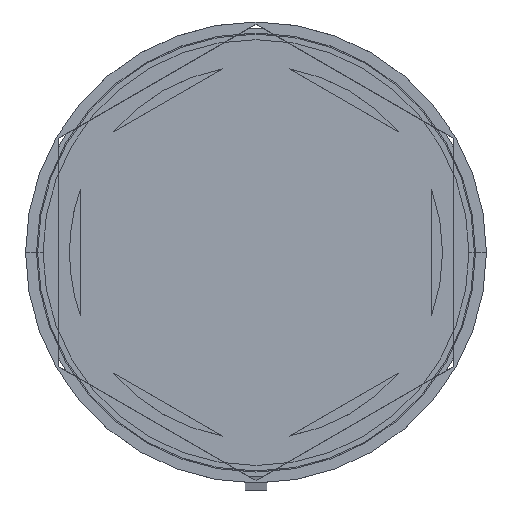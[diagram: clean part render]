
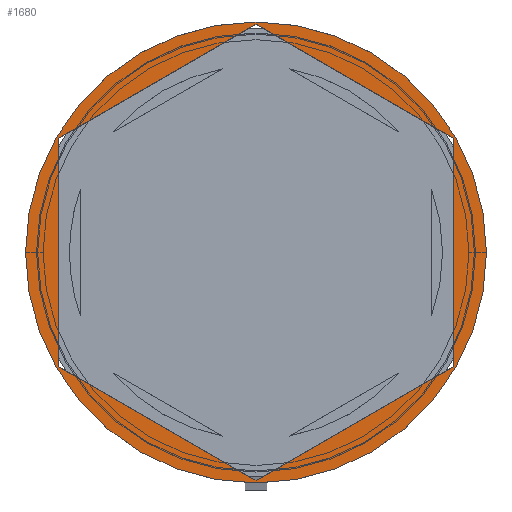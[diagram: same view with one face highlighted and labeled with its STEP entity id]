
A CAD part, top view. The second image highlights one B-rep face of the part: STEP entity #1680.
In plain terms, the highlighted planar face has unit normal (0, 0, 1).
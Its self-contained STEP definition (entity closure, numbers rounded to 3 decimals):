
#62 = DIRECTION ( 'NONE',  ( 1., 0., 0. ) ) ;
#76 = EDGE_LOOP ( 'NONE', ( #1810, #559, #788, #2178, #1846, #1157 ) ) ;
#137 = VERTEX_POINT ( 'NONE', #1466 ) ;
#166 = FACE_OUTER_BOUND ( 'NONE', #1802, .T. ) ;
#194 = EDGE_CURVE ( 'NONE', #1788, #2495, #1814, .T. ) ;
#234 = EDGE_CURVE ( 'NONE', #2495, #1788, #560, .T. ) ;
#262 = CARTESIAN_POINT ( 'NONE',  ( 0., 0., 0. ) ) ;
#269 = EDGE_CURVE ( 'NONE', #1694, #1000, #2135, .T. ) ;
#320 = VERTEX_POINT ( 'NONE', #1950 ) ;
#341 = ORIENTED_EDGE ( 'NONE', *, *, #194, .T. ) ;
#388 = ORIENTED_EDGE ( 'NONE', *, *, #234, .T. ) ;
#397 = CARTESIAN_POINT ( 'NONE',  ( -9., -5.196, 0. ) ) ;
#469 = VECTOR ( 'NONE', #1343, 1000. ) ;
#474 = VECTOR ( 'NONE', #1546, 1000. ) ;
#483 = LINE ( 'NONE', #1272, #1112 ) ;
#519 = FACE_BOUND ( 'NONE', #76, .T. ) ;
#524 = CARTESIAN_POINT ( 'NONE',  ( -9., 5.196, 0. ) ) ;
#536 = AXIS2_PLACEMENT_3D ( 'NONE', #1732, #902, #706 ) ;
#559 = ORIENTED_EDGE ( 'NONE', *, *, #574, .F. ) ;
#560 = CIRCLE ( 'NONE', #1187, 10.5 ) ;
#574 = EDGE_CURVE ( 'NONE', #2064, #1321, #865, .T. ) ;
#635 = CARTESIAN_POINT ( 'NONE',  ( 0., 10.392, 0. ) ) ;
#706 = DIRECTION ( 'NONE',  ( 1., 0., 0. ) ) ;
#732 = DIRECTION ( 'NONE',  ( 0.866, -0.5, 0. ) ) ;
#788 = ORIENTED_EDGE ( 'NONE', *, *, #2351, .F. ) ;
#791 = VECTOR ( 'NONE', #732, 1000. ) ;
#846 = DIRECTION ( 'NONE',  ( -0.866, 0.5, 0. ) ) ;
#865 = LINE ( 'NONE', #1085, #2159 ) ;
#902 = DIRECTION ( 'NONE',  ( 0., 0., 1. ) ) ;
#922 = CARTESIAN_POINT ( 'NONE',  ( 0., -10.392, 0. ) ) ;
#927 = CARTESIAN_POINT ( 'NONE',  ( -9., -5.196, 0. ) ) ;
#934 = CARTESIAN_POINT ( 'NONE',  ( -9., 5.196, 0. ) ) ;
#994 = DIRECTION ( 'NONE',  ( -0.866, -0.5, 0. ) ) ;
#1000 = VERTEX_POINT ( 'NONE', #397 ) ;
#1038 = VECTOR ( 'NONE', #994, 1000. ) ;
#1085 = CARTESIAN_POINT ( 'NONE',  ( 9., -5.196, 0. ) ) ;
#1112 = VECTOR ( 'NONE', #846, 1000. ) ;
#1126 = LINE ( 'NONE', #927, #791 ) ;
#1138 = EDGE_CURVE ( 'NONE', #1321, #320, #483, .T. ) ;
#1157 = ORIENTED_EDGE ( 'NONE', *, *, #1423, .F. ) ;
#1187 = AXIS2_PLACEMENT_3D ( 'NONE', #2571, #2306, #2559 ) ;
#1272 = CARTESIAN_POINT ( 'NONE',  ( 9., 5.196, 0. ) ) ;
#1293 = PLANE ( 'NONE',  #536 ) ;
#1321 = VERTEX_POINT ( 'NONE', #1366 ) ;
#1332 = EDGE_CURVE ( 'NONE', #1000, #137, #1126, .T. ) ;
#1343 = DIRECTION ( 'NONE',  ( 0.866, 0.5, 0. ) ) ;
#1366 = CARTESIAN_POINT ( 'NONE',  ( 9., 5.196, 0. ) ) ;
#1408 = CARTESIAN_POINT ( 'NONE',  ( -10.5, 0., 0. ) ) ;
#1423 = EDGE_CURVE ( 'NONE', #320, #1694, #2023, .T. ) ;
#1466 = CARTESIAN_POINT ( 'NONE',  ( 0., -10.392, 0. ) ) ;
#1546 = DIRECTION ( 'NONE',  ( 0., -1., 0. ) ) ;
#1582 = CARTESIAN_POINT ( 'NONE',  ( 9., -5.196, 0. ) ) ;
#1680 = ADVANCED_FACE ( 'NONE', ( #519, #166 ), #1293, .T. ) ;
#1694 = VERTEX_POINT ( 'NONE', #934 ) ;
#1732 = CARTESIAN_POINT ( 'NONE',  ( 0., 0., 0. ) ) ;
#1788 = VERTEX_POINT ( 'NONE', #2547 ) ;
#1802 = EDGE_LOOP ( 'NONE', ( #341, #388 ) ) ;
#1810 = ORIENTED_EDGE ( 'NONE', *, *, #1138, .F. ) ;
#1814 = CIRCLE ( 'NONE', #2405, 10.5 ) ;
#1846 = ORIENTED_EDGE ( 'NONE', *, *, #269, .F. ) ;
#1900 = DIRECTION ( 'NONE',  ( 0., 1., 0. ) ) ;
#1905 = LINE ( 'NONE', #922, #469 ) ;
#1950 = CARTESIAN_POINT ( 'NONE',  ( 0., 10.392, 0. ) ) ;
#2023 = LINE ( 'NONE', #635, #1038 ) ;
#2053 = DIRECTION ( 'NONE',  ( 0., 0., 1. ) ) ;
#2064 = VERTEX_POINT ( 'NONE', #1582 ) ;
#2135 = LINE ( 'NONE', #524, #474 ) ;
#2159 = VECTOR ( 'NONE', #1900, 1000. ) ;
#2178 = ORIENTED_EDGE ( 'NONE', *, *, #1332, .F. ) ;
#2306 = DIRECTION ( 'NONE',  ( 0., 0., 1. ) ) ;
#2351 = EDGE_CURVE ( 'NONE', #137, #2064, #1905, .T. ) ;
#2405 = AXIS2_PLACEMENT_3D ( 'NONE', #262, #2053, #62 ) ;
#2495 = VERTEX_POINT ( 'NONE', #1408 ) ;
#2547 = CARTESIAN_POINT ( 'NONE',  ( 10.5, 0., 0. ) ) ;
#2559 = DIRECTION ( 'NONE',  ( 1., 0., 0. ) ) ;
#2571 = CARTESIAN_POINT ( 'NONE',  ( 0., 0., 0. ) ) ;
